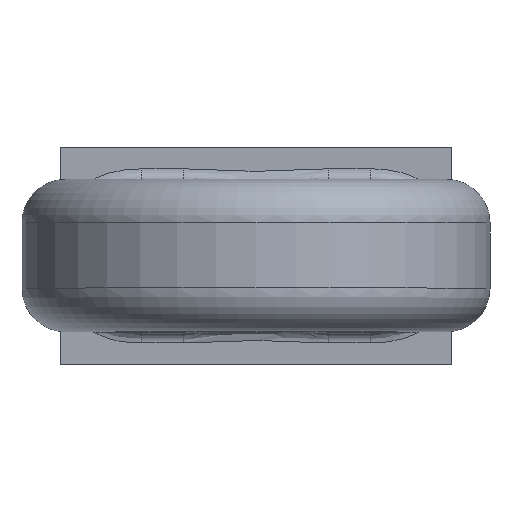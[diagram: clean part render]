
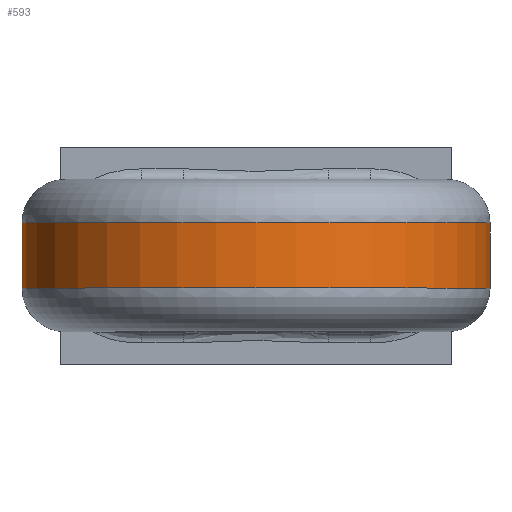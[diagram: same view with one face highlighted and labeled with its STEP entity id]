
A CAD part, top view. The second image highlights one B-rep face of the part: STEP entity #593.
In plain terms, the highlighted cylindrical face has radius 10.75 mm (diameter 21.5 mm), a partial arc.
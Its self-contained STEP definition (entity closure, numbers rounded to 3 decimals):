
#63=LINE('',#1004,#92);
#69=LINE('',#1177,#98);
#92=VECTOR('',#722,10.);
#98=VECTOR('',#746,10.);
#124=CYLINDRICAL_SURFACE('',#658,10.75);
#145=FACE_OUTER_BOUND('',#183,.T.);
#183=EDGE_LOOP('',(#471,#472,#473,#474));
#246=CIRCLE('',#657,10.75);
#247=CIRCLE('',#659,10.75);
#276=VERTEX_POINT('',#982);
#278=VERTEX_POINT('',#1000);
#288=VERTEX_POINT('',#1155);
#290=VERTEX_POINT('',#1173);
#336=EDGE_CURVE('',#276,#278,#63,.T.);
#354=EDGE_CURVE('',#288,#290,#69,.T.);
#366=EDGE_CURVE('',#278,#288,#246,.T.);
#367=EDGE_CURVE('',#290,#276,#247,.T.);
#471=ORIENTED_EDGE('',*,*,#336,.F.);
#472=ORIENTED_EDGE('',*,*,#367,.F.);
#473=ORIENTED_EDGE('',*,*,#354,.F.);
#474=ORIENTED_EDGE('',*,*,#366,.F.);
#593=ADVANCED_FACE('',(#145),#124,.T.);
#657=AXIS2_PLACEMENT_3D('',#1244,#771,#772);
#658=AXIS2_PLACEMENT_3D('',#1245,#773,#774);
#659=AXIS2_PLACEMENT_3D('',#1246,#775,#776);
#722=DIRECTION('',(0.,1.,0.));
#746=DIRECTION('',(0.,-1.,0.));
#771=DIRECTION('center_axis',(0.,1.,0.));
#772=DIRECTION('ref_axis',(0.,0.,1.));
#773=DIRECTION('center_axis',(0.,1.,0.));
#774=DIRECTION('ref_axis',(0.,0.,1.));
#775=DIRECTION('center_axis',(0.,-1.,0.));
#776=DIRECTION('ref_axis',(0.,0.,1.));
#982=CARTESIAN_POINT('',(-8.416,-1.5,6.561));
#1000=CARTESIAN_POINT('',(-8.416,1.5,6.561));
#1004=CARTESIAN_POINT('',(-8.416,0.,6.561));
#1155=CARTESIAN_POINT('',(8.416,1.5,6.561));
#1173=CARTESIAN_POINT('',(8.416,-1.5,6.561));
#1177=CARTESIAN_POINT('',(8.416,0.,6.561));
#1244=CARTESIAN_POINT('Origin',(0.,1.5,13.25));
#1245=CARTESIAN_POINT('Origin',(0.,0.,13.25));
#1246=CARTESIAN_POINT('Origin',(0.,-1.5,13.25));
